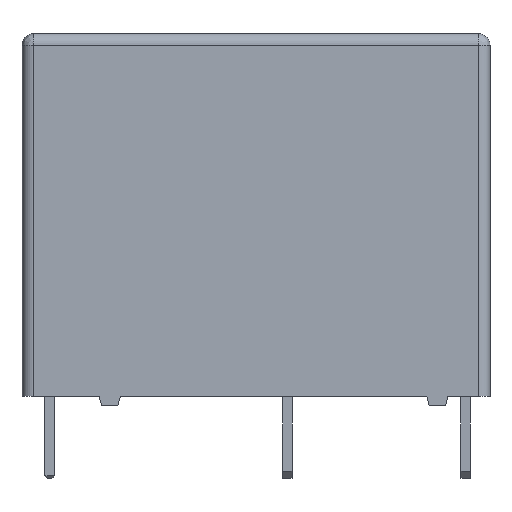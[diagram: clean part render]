
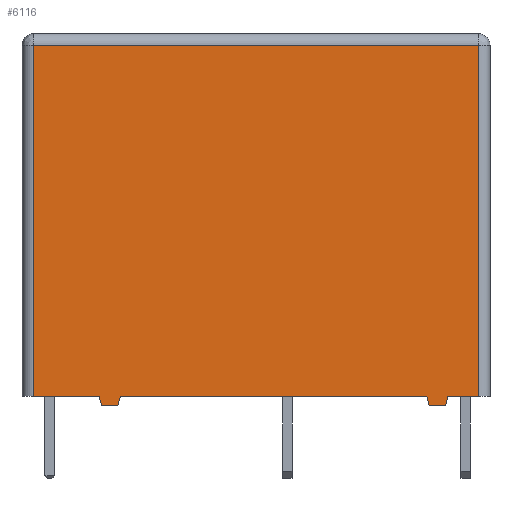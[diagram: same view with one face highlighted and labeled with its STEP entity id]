
A CAD part, front view. The second image highlights one B-rep face of the part: STEP entity #6116.
In plain terms, the highlighted planar face has unit normal (0, -1, 0).
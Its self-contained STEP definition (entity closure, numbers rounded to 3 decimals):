
#116 = VERTEX_POINT ( 'NONE', #2925 ) ;
#247 = VERTEX_POINT ( 'NONE', #3710 ) ;
#263 = CARTESIAN_POINT ( 'NONE',  ( -9.5, -5., 15.425 ) ) ;
#358 = EDGE_CURVE ( 'NONE', #116, #5433, #2564, .T. ) ;
#451 = CARTESIAN_POINT ( 'NONE',  ( 9.5, -5., 0.425 ) ) ;
#482 = CARTESIAN_POINT ( 'NONE',  ( -6.7, -5., 0.425 ) ) ;
#516 = ORIENTED_EDGE ( 'NONE', *, *, #6105, .T. ) ;
#611 = VERTEX_POINT ( 'NONE', #6923 ) ;
#637 = ORIENTED_EDGE ( 'NONE', *, *, #6723, .T. ) ;
#644 = DIRECTION ( 'NONE',  ( 1., 0., 0. ) ) ;
#688 = CARTESIAN_POINT ( 'NONE',  ( -9.5, -5., 8.029 ) ) ;
#702 = AXIS2_PLACEMENT_3D ( 'NONE', #1577, #5563, #1046 ) ;
#723 = EDGE_CURVE ( 'NONE', #5433, #6159, #2371, .T. ) ;
#781 = CARTESIAN_POINT ( 'NONE',  ( -6.7, -5., 0.425 ) ) ;
#826 = DIRECTION ( 'NONE',  ( 0.243, 0., -0.97 ) ) ;
#897 = CARTESIAN_POINT ( 'NONE',  ( 9.5, -5., 15.425 ) ) ;
#917 = LINE ( 'NONE', #4108, #6562 ) ;
#994 = PLANE ( 'NONE',  #702 ) ;
#1046 = DIRECTION ( 'NONE',  ( 0., 0., -1. ) ) ;
#1082 = EDGE_CURVE ( 'NONE', #2397, #611, #5264, .T. ) ;
#1103 = DIRECTION ( 'NONE',  ( 0., 0., -1. ) ) ;
#1154 = CARTESIAN_POINT ( 'NONE',  ( 0.013, -5., 0.025 ) ) ;
#1305 = VERTEX_POINT ( 'NONE', #4658 ) ;
#1316 = LINE ( 'NONE', #6382, #3099 ) ;
#1577 = CARTESIAN_POINT ( 'NONE',  ( 0.013, -5., 8.029 ) ) ;
#1680 = ORIENTED_EDGE ( 'NONE', *, *, #723, .T. ) ;
#1699 = VERTEX_POINT ( 'NONE', #451 ) ;
#2018 = VECTOR ( 'NONE', #2106, 1000. ) ;
#2106 = DIRECTION ( 'NONE',  ( 0., 0., 1. ) ) ;
#2133 = DIRECTION ( 'NONE',  ( 1., 0., 0. ) ) ;
#2172 = LINE ( 'NONE', #781, #7249 ) ;
#2371 = LINE ( 'NONE', #2452, #7272 ) ;
#2397 = VERTEX_POINT ( 'NONE', #4825 ) ;
#2429 = VECTOR ( 'NONE', #2133, 1000. ) ;
#2452 = CARTESIAN_POINT ( 'NONE',  ( 0.013, -5., 0.425 ) ) ;
#2512 = EDGE_CURVE ( 'NONE', #247, #116, #7188, .T. ) ;
#2564 = LINE ( 'NONE', #3878, #5416 ) ;
#2925 = CARTESIAN_POINT ( 'NONE',  ( -5.9, -5., 0.025 ) ) ;
#3009 = ORIENTED_EDGE ( 'NONE', *, *, #4078, .T. ) ;
#3099 = VECTOR ( 'NONE', #3514, 1000. ) ;
#3131 = VECTOR ( 'NONE', #4592, 1000. ) ;
#3195 = ORIENTED_EDGE ( 'NONE', *, *, #4375, .T. ) ;
#3426 = EDGE_CURVE ( 'NONE', #611, #1699, #917, .T. ) ;
#3514 = DIRECTION ( 'NONE',  ( 0.243, 0., -0.97 ) ) ;
#3674 = DIRECTION ( 'NONE',  ( -1., 0., 0. ) ) ;
#3710 = CARTESIAN_POINT ( 'NONE',  ( -6.6, -5., 0.025 ) ) ;
#3866 = VECTOR ( 'NONE', #1103, 1000. ) ;
#3878 = CARTESIAN_POINT ( 'NONE',  ( -5.9, -5., 0.025 ) ) ;
#3889 = DIRECTION ( 'NONE',  ( 0.243, 0., 0.97 ) ) ;
#3951 = LINE ( 'NONE', #5550, #2429 ) ;
#3966 = FACE_OUTER_BOUND ( 'NONE', #6045, .T. ) ;
#4067 = ORIENTED_EDGE ( 'NONE', *, *, #2512, .T. ) ;
#4078 = EDGE_CURVE ( 'NONE', #7052, #247, #2172, .T. ) ;
#4108 = CARTESIAN_POINT ( 'NONE',  ( 8.2, -5., 0.425 ) ) ;
#4164 = DIRECTION ( 'NONE',  ( 1., 0., 0. ) ) ;
#4218 = CARTESIAN_POINT ( 'NONE',  ( 0.013, -5., 15.425 ) ) ;
#4375 = EDGE_CURVE ( 'NONE', #7418, #7052, #3951, .T. ) ;
#4387 = ORIENTED_EDGE ( 'NONE', *, *, #4607, .T. ) ;
#4432 = CARTESIAN_POINT ( 'NONE',  ( 9.5, -5., 8.029 ) ) ;
#4521 = ORIENTED_EDGE ( 'NONE', *, *, #358, .T. ) ;
#4592 = DIRECTION ( 'NONE',  ( 1., 0., 0. ) ) ;
#4607 = EDGE_CURVE ( 'NONE', #6159, #1305, #1316, .T. ) ;
#4658 = CARTESIAN_POINT ( 'NONE',  ( 7.4, -5., 0.025 ) ) ;
#4723 = DIRECTION ( 'NONE',  ( 1., 0., 0. ) ) ;
#4738 = LINE ( 'NONE', #688, #3866 ) ;
#4825 = CARTESIAN_POINT ( 'NONE',  ( 8.1, -5., 0.025 ) ) ;
#5015 = LINE ( 'NONE', #4218, #7254 ) ;
#5264 = LINE ( 'NONE', #7281, #5813 ) ;
#5329 = VERTEX_POINT ( 'NONE', #263 ) ;
#5416 = VECTOR ( 'NONE', #7321, 1000. ) ;
#5433 = VERTEX_POINT ( 'NONE', #7268 ) ;
#5499 = VECTOR ( 'NONE', #4723, 1000. ) ;
#5550 = CARTESIAN_POINT ( 'NONE',  ( 0.013, -5., 0.425 ) ) ;
#5563 = DIRECTION ( 'NONE',  ( 0., -1., 0. ) ) ;
#5813 = VECTOR ( 'NONE', #3889, 1000. ) ;
#6045 = EDGE_LOOP ( 'NONE', ( #7259, #637, #3195, #3009, #4067, #4521, #1680, #4387, #6296, #6836, #7087, #516 ) ) ;
#6105 = EDGE_CURVE ( 'NONE', #1699, #6596, #6824, .T. ) ;
#6116 = ADVANCED_FACE ( 'NONE', ( #3966 ), #994, .T. ) ;
#6159 = VERTEX_POINT ( 'NONE', #6310 ) ;
#6296 = ORIENTED_EDGE ( 'NONE', *, *, #7205, .T. ) ;
#6310 = CARTESIAN_POINT ( 'NONE',  ( 7.3, -5., 0.425 ) ) ;
#6382 = CARTESIAN_POINT ( 'NONE',  ( 7.3, -5., 0.425 ) ) ;
#6421 = CARTESIAN_POINT ( 'NONE',  ( 0.013, -5., 0.025 ) ) ;
#6562 = VECTOR ( 'NONE', #4164, 1000. ) ;
#6596 = VERTEX_POINT ( 'NONE', #897 ) ;
#6723 = EDGE_CURVE ( 'NONE', #5329, #7418, #4738, .T. ) ;
#6808 = LINE ( 'NONE', #1154, #3131 ) ;
#6820 = EDGE_CURVE ( 'NONE', #6596, #5329, #5015, .T. ) ;
#6824 = LINE ( 'NONE', #4432, #2018 ) ;
#6836 = ORIENTED_EDGE ( 'NONE', *, *, #1082, .T. ) ;
#6923 = CARTESIAN_POINT ( 'NONE',  ( 8.2, -5., 0.425 ) ) ;
#7052 = VERTEX_POINT ( 'NONE', #482 ) ;
#7059 = CARTESIAN_POINT ( 'NONE',  ( -9.5, -5., 0.425 ) ) ;
#7087 = ORIENTED_EDGE ( 'NONE', *, *, #3426, .T. ) ;
#7188 = LINE ( 'NONE', #6421, #5499 ) ;
#7205 = EDGE_CURVE ( 'NONE', #1305, #2397, #6808, .T. ) ;
#7249 = VECTOR ( 'NONE', #826, 1000. ) ;
#7254 = VECTOR ( 'NONE', #3674, 1000. ) ;
#7259 = ORIENTED_EDGE ( 'NONE', *, *, #6820, .T. ) ;
#7268 = CARTESIAN_POINT ( 'NONE',  ( -5.8, -5., 0.425 ) ) ;
#7272 = VECTOR ( 'NONE', #644, 1000. ) ;
#7281 = CARTESIAN_POINT ( 'NONE',  ( 8.1, -5., 0.025 ) ) ;
#7321 = DIRECTION ( 'NONE',  ( 0.243, 0., 0.97 ) ) ;
#7418 = VERTEX_POINT ( 'NONE', #7059 ) ;
